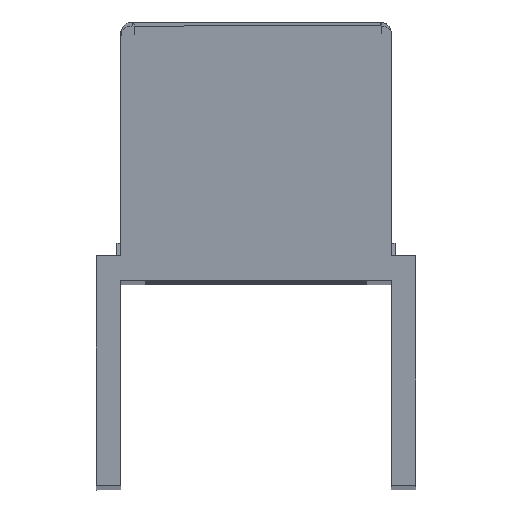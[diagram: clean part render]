
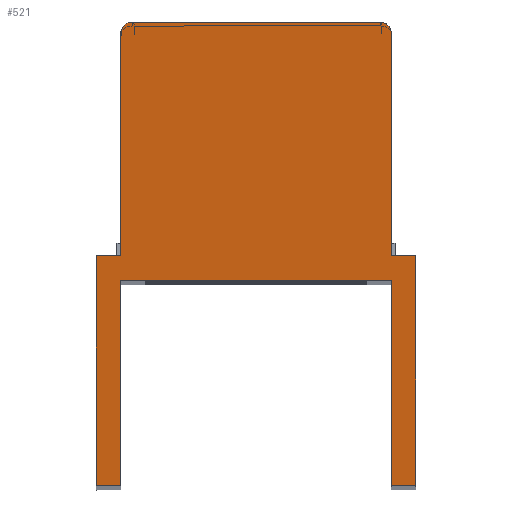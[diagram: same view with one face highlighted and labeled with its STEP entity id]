
A CAD part, top view. The second image highlights one B-rep face of the part: STEP entity #521.
In plain terms, the highlighted planar face has unit normal (-0.174, 0, 0.985).
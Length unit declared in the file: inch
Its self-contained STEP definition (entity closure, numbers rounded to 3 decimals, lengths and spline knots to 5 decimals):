
#362=AXIS2_PLACEMENT_3D('Plane Axis2P3D',#359,#360,#361) ;
#359=CARTESIAN_POINT('Axis2P3D Location',(1.25,0.,20.)) ;
#364=CARTESIAN_POINT('Line Origine',(1.0625,0.015,19.96694)) ;
#368=CARTESIAN_POINT('Vertex',(1.0625,-1.75,19.96694)) ;
#370=CARTESIAN_POINT('Vertex',(1.0625,-0.1875,19.96694)) ;
#373=CARTESIAN_POINT('Line Origine',(0.03125,-1.75,19.7851)) ;
#377=CARTESIAN_POINT('Vertex',(1.25,-1.75,20.)) ;
#380=CARTESIAN_POINT('Line Origine',(1.25,0.015,20.)) ;
#384=CARTESIAN_POINT('Vertex',(1.25,0.,20.)) ;
#387=CARTESIAN_POINT('Line Origine',(0.03125,0.,19.7851)) ;
#391=CARTESIAN_POINT('Vertex',(1.0625,0.,19.96694)) ;
#394=CARTESIAN_POINT('Line Origine',(1.0625,0.015,19.96694)) ;
#398=CARTESIAN_POINT('Vertex',(1.0625,1.68355,19.96694)) ;
#402=CARTESIAN_POINT('Control Point',(1.0625,1.68355,19.96694)) ;
#403=CARTESIAN_POINT('Control Point',(1.0625,1.68651,19.96694)) ;
#404=CARTESIAN_POINT('Control Point',(1.06248,1.68947,19.96693)) ;
#405=CARTESIAN_POINT('Control Point',(1.06243,1.69243,19.96693)) ;
#406=CARTESIAN_POINT('Vertex',(1.06243,1.69243,19.96693)) ;
#410=CARTESIAN_POINT('Control Point',(1.06243,1.69243,19.96693)) ;
#411=CARTESIAN_POINT('Control Point',(1.06242,1.69314,19.96692)) ;
#412=CARTESIAN_POINT('Control Point',(1.06233,1.69425,19.96691)) ;
#413=CARTESIAN_POINT('Control Point',(1.06246,1.69549,19.96693)) ;
#414=CARTESIAN_POINT('Control Point',(1.06191,1.70032,19.96683)) ;
#415=CARTESIAN_POINT('Vertex',(1.06191,1.70032,19.96683)) ;
#419=CARTESIAN_POINT('Control Point',(1.06191,1.70032,19.96683)) ;
#420=CARTESIAN_POINT('Control Point',(1.05888,1.72656,19.9663)) ;
#421=CARTESIAN_POINT('Control Point',(1.04622,1.7517,19.96407)) ;
#422=CARTESIAN_POINT('Control Point',(1.02453,1.77062,19.96024)) ;
#423=CARTESIAN_POINT('Control Point',(0.99852,1.78,19.95566)) ;
#424=CARTESIAN_POINT('Control Point',(0.9725,1.78,19.95107)) ;
#425=CARTESIAN_POINT('Vertex',(0.9725,1.78,19.95107)) ;
#428=CARTESIAN_POINT('Line Origine',(0.03125,1.78,19.7851)) ;
#432=CARTESIAN_POINT('Vertex',(-0.91,1.78,19.61913)) ;
#436=CARTESIAN_POINT('Control Point',(-0.94163,1.77426,19.61356)) ;
#437=CARTESIAN_POINT('Control Point',(-0.93153,1.77805,19.61534)) ;
#438=CARTESIAN_POINT('Control Point',(-0.92076,1.78,19.61724)) ;
#439=CARTESIAN_POINT('Control Point',(-0.91,1.78,19.61913)) ;
#440=CARTESIAN_POINT('Vertex',(-0.94163,1.77426,19.61356)) ;
#444=CARTESIAN_POINT('Control Point',(-0.98999,1.71766,19.60503)) ;
#445=CARTESIAN_POINT('Control Point',(-0.98768,1.72956,19.60544)) ;
#446=CARTESIAN_POINT('Control Point',(-0.9823,1.74491,19.60638)) ;
#447=CARTESIAN_POINT('Control Point',(-0.97071,1.75923,19.60843)) ;
#448=CARTESIAN_POINT('Control Point',(-0.95658,1.76865,19.61092)) ;
#449=CARTESIAN_POINT('Control Point',(-0.94163,1.77426,19.61356)) ;
#450=CARTESIAN_POINT('Vertex',(-0.98999,1.71766,19.60503)) ;
#454=CARTESIAN_POINT('Control Point',(-1.,1.61226,19.60326)) ;
#455=CARTESIAN_POINT('Control Point',(-1.,1.64763,19.60326)) ;
#456=CARTESIAN_POINT('Control Point',(-0.99671,1.68296,19.60384)) ;
#457=CARTESIAN_POINT('Control Point',(-0.98999,1.71766,19.60503)) ;
#458=CARTESIAN_POINT('Vertex',(-1.,1.61226,19.60326)) ;
#461=CARTESIAN_POINT('Line Origine',(-1.,0.015,19.60326)) ;
#465=CARTESIAN_POINT('Vertex',(-1.,0.,19.60326)) ;
#468=CARTESIAN_POINT('Line Origine',(0.03125,0.,19.7851)) ;
#472=CARTESIAN_POINT('Vertex',(-1.1875,0.,19.5702)) ;
#475=CARTESIAN_POINT('Line Origine',(-1.1875,0.015,19.5702)) ;
#479=CARTESIAN_POINT('Vertex',(-1.1875,-1.75,19.5702)) ;
#482=CARTESIAN_POINT('Line Origine',(0.03125,-1.75,19.7851)) ;
#486=CARTESIAN_POINT('Vertex',(-1.,-1.75,19.60326)) ;
#489=CARTESIAN_POINT('Line Origine',(-1.,0.015,19.60326)) ;
#493=CARTESIAN_POINT('Vertex',(-1.,-0.1875,19.60326)) ;
#496=CARTESIAN_POINT('Line Origine',(0.03125,-0.1875,19.7851)) ;
#360=DIRECTION('Axis2P3D Direction',(-0.174,0.,0.985)) ;
#361=DIRECTION('Axis2P3D XDirection',(0.,-1.,0.)) ;
#365=DIRECTION('Vector Direction',(0.,-1.,0.)) ;
#374=DIRECTION('Vector Direction',(0.985,0.,0.174)) ;
#381=DIRECTION('Vector Direction',(0.,-1.,0.)) ;
#388=DIRECTION('Vector Direction',(0.985,0.,0.174)) ;
#395=DIRECTION('Vector Direction',(0.,-1.,0.)) ;
#429=DIRECTION('Vector Direction',(0.985,0.,0.174)) ;
#462=DIRECTION('Vector Direction',(0.,-1.,0.)) ;
#469=DIRECTION('Vector Direction',(0.985,0.,0.174)) ;
#476=DIRECTION('Vector Direction',(0.,-1.,0.)) ;
#483=DIRECTION('Vector Direction',(0.985,0.,0.174)) ;
#490=DIRECTION('Vector Direction',(0.,-1.,0.)) ;
#497=DIRECTION('Vector Direction',(0.985,0.,0.174)) ;
#366=VECTOR('Line Direction',#365,0.03937) ;
#375=VECTOR('Line Direction',#374,0.03937) ;
#382=VECTOR('Line Direction',#381,0.03937) ;
#389=VECTOR('Line Direction',#388,0.03937) ;
#396=VECTOR('Line Direction',#395,0.03937) ;
#430=VECTOR('Line Direction',#429,0.03937) ;
#463=VECTOR('Line Direction',#462,0.03937) ;
#470=VECTOR('Line Direction',#469,0.03937) ;
#477=VECTOR('Line Direction',#476,0.03937) ;
#484=VECTOR('Line Direction',#483,0.03937) ;
#491=VECTOR('Line Direction',#490,0.03937) ;
#498=VECTOR('Line Direction',#497,0.03937) ;
#502=ORIENTED_EDGE('',*,*,#372,.F.) ;
#503=ORIENTED_EDGE('',*,*,#379,.T.) ;
#504=ORIENTED_EDGE('',*,*,#386,.T.) ;
#505=ORIENTED_EDGE('',*,*,#393,.T.) ;
#506=ORIENTED_EDGE('',*,*,#400,.T.) ;
#507=ORIENTED_EDGE('',*,*,#408,.T.) ;
#508=ORIENTED_EDGE('',*,*,#417,.T.) ;
#509=ORIENTED_EDGE('',*,*,#427,.T.) ;
#510=ORIENTED_EDGE('',*,*,#434,.T.) ;
#511=ORIENTED_EDGE('',*,*,#442,.T.) ;
#512=ORIENTED_EDGE('',*,*,#452,.T.) ;
#513=ORIENTED_EDGE('',*,*,#460,.T.) ;
#514=ORIENTED_EDGE('',*,*,#467,.T.) ;
#515=ORIENTED_EDGE('',*,*,#474,.T.) ;
#516=ORIENTED_EDGE('',*,*,#481,.T.) ;
#517=ORIENTED_EDGE('',*,*,#488,.T.) ;
#518=ORIENTED_EDGE('',*,*,#495,.F.) ;
#519=ORIENTED_EDGE('',*,*,#500,.T.) ;
#521=ADVANCED_FACE('MASTER MODEL',(#520),#363,.T.) ;
#401=B_SPLINE_CURVE_WITH_KNOTS('',3,(#402,#403,#404,#405),.UNSPECIFIED.,.F.,.U.,(4,4),(0.,0.31918),.UNSPECIFIED.) ;
#409=B_SPLINE_CURVE_WITH_KNOTS('',4,(#410,#411,#412,#413,#414),.UNSPECIFIED.,.F.,.U.,(5,5),(0.,1.32369),.UNSPECIFIED.) ;
#418=B_SPLINE_CURVE_WITH_KNOTS('',5,(#419,#420,#421,#422,#423,#424),.UNSPECIFIED.,.F.,.U.,(6,6),(0.,4.74586),.UNSPECIFIED.) ;
#435=B_SPLINE_CURVE_WITH_KNOTS('',3,(#436,#437,#438,#439),.UNSPECIFIED.,.F.,.U.,(4,4),(0.,1.17791),.UNSPECIFIED.) ;
#443=B_SPLINE_CURVE_WITH_KNOTS('',5,(#444,#445,#446,#447,#448,#449),.UNSPECIFIED.,.F.,.U.,(6,6),(0.,3.44232),.UNSPECIFIED.) ;
#453=B_SPLINE_CURVE_WITH_KNOTS('',3,(#454,#455,#456,#457),.UNSPECIFIED.,.F.,.U.,(4,4),(0.,3.81161),.UNSPECIFIED.) ;
#372=EDGE_CURVE('',#369,#371,#367,.F.) ;
#379=EDGE_CURVE('',#369,#378,#376,.T.) ;
#386=EDGE_CURVE('',#378,#385,#383,.F.) ;
#393=EDGE_CURVE('',#385,#392,#390,.F.) ;
#400=EDGE_CURVE('',#392,#399,#397,.F.) ;
#408=EDGE_CURVE('',#399,#407,#401,.T.) ;
#417=EDGE_CURVE('',#407,#416,#409,.T.) ;
#427=EDGE_CURVE('',#416,#426,#418,.T.) ;
#434=EDGE_CURVE('',#426,#433,#431,.F.) ;
#442=EDGE_CURVE('',#433,#441,#435,.F.) ;
#452=EDGE_CURVE('',#441,#451,#443,.F.) ;
#460=EDGE_CURVE('',#451,#459,#453,.F.) ;
#467=EDGE_CURVE('',#459,#466,#464,.T.) ;
#474=EDGE_CURVE('',#466,#473,#471,.F.) ;
#481=EDGE_CURVE('',#473,#480,#478,.T.) ;
#488=EDGE_CURVE('',#480,#487,#485,.T.) ;
#495=EDGE_CURVE('',#494,#487,#492,.T.) ;
#500=EDGE_CURVE('',#494,#371,#499,.T.) ;
#501=EDGE_LOOP('',(#502,#503,#504,#505,#506,#507,#508,#509,#510,#511,#512,#513,#514,#515,#516,#517,#518,#519)) ;
#520=FACE_OUTER_BOUND('',#501,.T.) ;
#367=LINE('Line',#364,#366) ;
#376=LINE('Line',#373,#375) ;
#383=LINE('Line',#380,#382) ;
#390=LINE('Line',#387,#389) ;
#397=LINE('Line',#394,#396) ;
#431=LINE('Line',#428,#430) ;
#464=LINE('Line',#461,#463) ;
#471=LINE('Line',#468,#470) ;
#478=LINE('Line',#475,#477) ;
#485=LINE('Line',#482,#484) ;
#492=LINE('Line',#489,#491) ;
#499=LINE('Line',#496,#498) ;
#363=PLANE('',#362) ;
#369=VERTEX_POINT('',#368) ;
#371=VERTEX_POINT('',#370) ;
#378=VERTEX_POINT('',#377) ;
#385=VERTEX_POINT('',#384) ;
#392=VERTEX_POINT('',#391) ;
#399=VERTEX_POINT('',#398) ;
#407=VERTEX_POINT('',#406) ;
#416=VERTEX_POINT('',#415) ;
#426=VERTEX_POINT('',#425) ;
#433=VERTEX_POINT('',#432) ;
#441=VERTEX_POINT('',#440) ;
#451=VERTEX_POINT('',#450) ;
#459=VERTEX_POINT('',#458) ;
#466=VERTEX_POINT('',#465) ;
#473=VERTEX_POINT('',#472) ;
#480=VERTEX_POINT('',#479) ;
#487=VERTEX_POINT('',#486) ;
#494=VERTEX_POINT('',#493) ;
